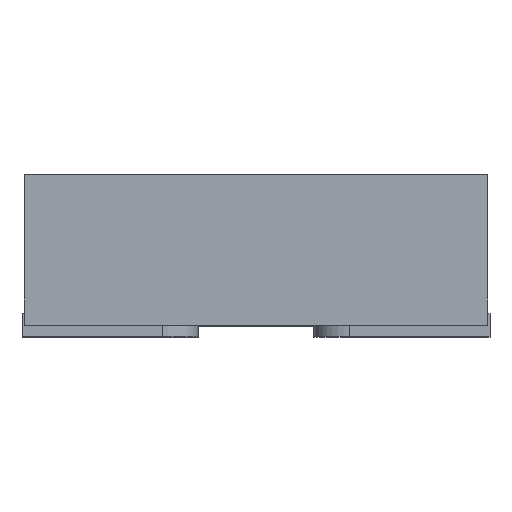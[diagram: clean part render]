
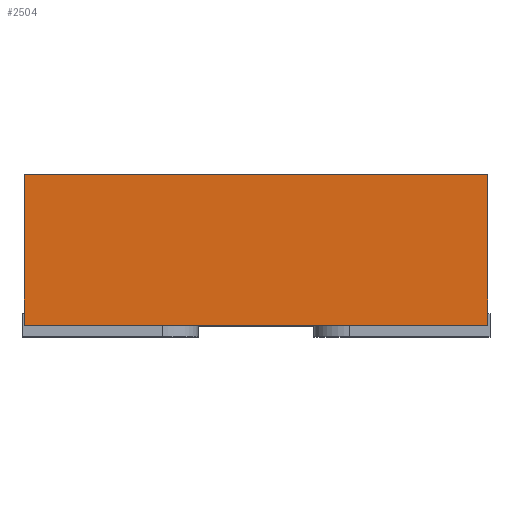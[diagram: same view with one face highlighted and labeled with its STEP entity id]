
A CAD part, top view. The second image highlights one B-rep face of the part: STEP entity #2504.
In plain terms, the highlighted planar face has unit normal (0, 0, 1).
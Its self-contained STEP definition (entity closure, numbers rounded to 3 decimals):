
#158=FACE_OUTER_BOUND('',#307,.T.);
#307=EDGE_LOOP('',(#1910,#1911,#1912,#1913));
#448=LINE('',#3602,#763);
#501=LINE('',#3723,#816);
#534=LINE('',#3798,#849);
#535=LINE('',#3800,#850);
#763=VECTOR('',#2907,10.);
#816=VECTOR('',#3016,10.);
#849=VECTOR('',#3091,10.);
#850=VECTOR('',#3094,10.);
#1080=VERTEX_POINT('',#3599);
#1081=VERTEX_POINT('',#3601);
#1121=VERTEX_POINT('',#3722);
#1142=VERTEX_POINT('',#3796);
#1325=EDGE_CURVE('',#1081,#1080,#448,.T.);
#1387=EDGE_CURVE('',#1081,#1121,#501,.T.);
#1424=EDGE_CURVE('',#1080,#1142,#534,.T.);
#1425=EDGE_CURVE('',#1121,#1142,#535,.T.);
#1910=ORIENTED_EDGE('',*,*,#1325,.T.);
#1911=ORIENTED_EDGE('',*,*,#1424,.T.);
#1912=ORIENTED_EDGE('',*,*,#1425,.F.);
#1913=ORIENTED_EDGE('',*,*,#1387,.F.);
#2361=PLANE('',#2706);
#2504=ADVANCED_FACE('',(#158),#2361,.T.);
#2706=AXIS2_PLACEMENT_3D('',#3799,#3092,#3093);
#2907=DIRECTION('',(1.,0.,0.));
#3016=DIRECTION('',(0.,1.,0.));
#3091=DIRECTION('',(0.,1.,0.));
#3092=DIRECTION('center_axis',(0.,0.,1.));
#3093=DIRECTION('ref_axis',(1.,0.,0.));
#3094=DIRECTION('',(1.,0.,0.));
#3599=CARTESIAN_POINT('',(1.,0.,1.2));
#3601=CARTESIAN_POINT('',(-1.,0.,1.2));
#3602=CARTESIAN_POINT('',(-1.,0.,1.2));
#3722=CARTESIAN_POINT('',(-1.,0.65,1.2));
#3723=CARTESIAN_POINT('',(-1.,0.,1.2));
#3796=CARTESIAN_POINT('',(1.,0.65,1.2));
#3798=CARTESIAN_POINT('',(1.,0.,1.2));
#3799=CARTESIAN_POINT('Origin',(-1.,0.,1.2));
#3800=CARTESIAN_POINT('',(-1.,0.65,1.2));
